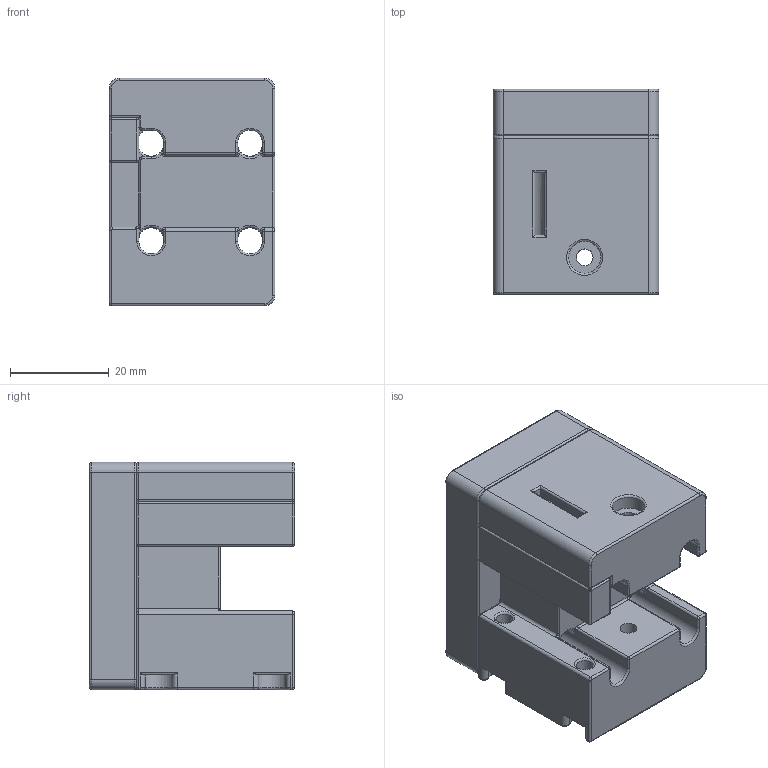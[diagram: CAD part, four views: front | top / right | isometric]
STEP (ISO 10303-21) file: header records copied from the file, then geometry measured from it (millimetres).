
FILE_DESCRIPTION(/* description */ (''),/* implementation_level */ '2;1');
FILE_NAME(/* name */ 'B-XY_Carriage_Tensioner_MGN12_1515_4-X.stp',/* time_stamp */ '2020-10-16T16:28:13-07:00',/* author */ (''),/* organization */ (''),/* preprocessor_version */ 'ST-DEVELOPER v18.1',/* originating_system */ 'Autodesk Translation Framework v9.3.0.1241',/* authorisation */ '');
FILE_SCHEMA (('AUTOMOTIVE_DESIGN { 1 0 10303 214 3 1 1 }'));
Length unit declared in the file: millimetre
Products named in the file (1): Component1
Bounding box: 33.5 x 41.5 x 46 mm (x, y, z)
Volume: 48005.1 mm3; surface area: 17720.5 mm2
Topology: 3 solids, 3 shells, 360 faces, 839 edges, 478 vertices
Faces by surface type: cylinder 168, plane 82, torus 63, bspline 24, sphere 21, cone 2
Full cylindrical faces by diameter (mm): 3 x1, 3.4 x6, 4 x2, 5.5 x4, 6.5 x2, 9 x4
Entity records: 10933 total; most frequent: CARTESIAN_POINT 2606, DIRECTION 1866, ORIENTED_EDGE 1654, EDGE_CURVE 827, AXIS2_PLACEMENT_3D 746, VERTEX_POINT 478, EDGE_LOOP 395, LINE 374
